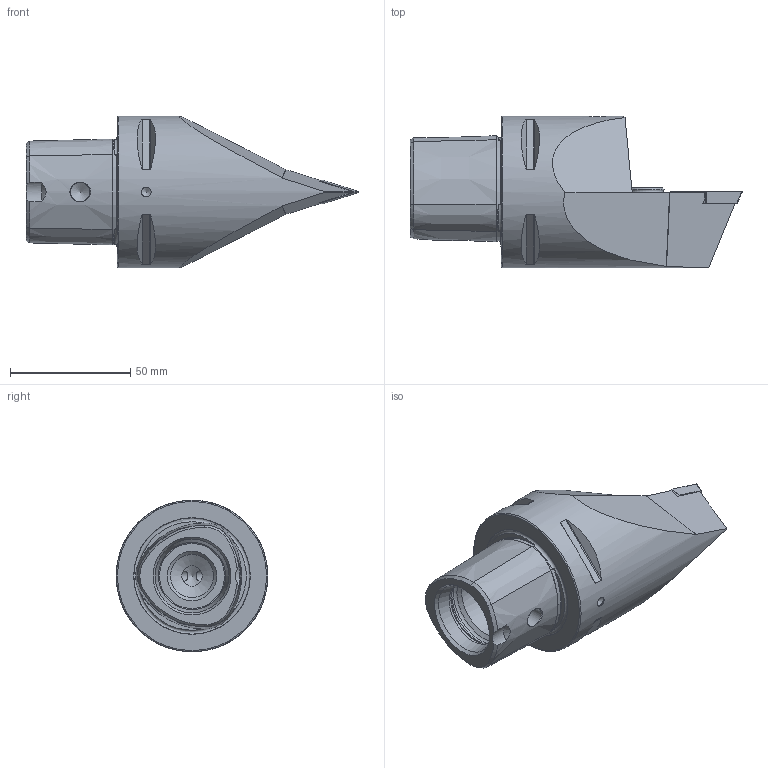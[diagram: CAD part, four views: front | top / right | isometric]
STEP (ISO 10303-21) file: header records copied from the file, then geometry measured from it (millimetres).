
FILE_DESCRIPTION (( 'STEP AP214' ), '1' );
FILE_NAME ('PS6.KVB.NVA.100-HP.STEP', '2020-02-04T10:29:19', ( '' ), ( '' ), 'SwSTEP 2.0', 'SolidWorks 2017', '' );
FILE_SCHEMA (( 'AUTOMOTIVE_DESIGN' ));
Length unit declared in the file: millimetre
Products named in the file (10): PS6-KVB.NVA.100-HP_A; DIN 3771 - 13x1; ISO 8752 2x8; CHP-ER1.015.006; DIN 7991 - M5x15; PS6.KVB.NVA.100-HP; CHP-ER1.008.014_A; CHP-ER1.015.006_A; WCB-ER2.001.009_A; VCMT160404
Assembly tree (9 placements, depth 3):
  PS6.KVB.NVA.100-HP
    PS6-KVB.NVA.100-HP_A
    VCMT160404
    WCB-ER2.001.009_A
    CHP-ER1.008.014_A
    ISO 8752 2x8
    CHP-ER1.015.006
      CHP-ER1.015.006_A
      DIN 3771 - 13x1
      DIN 7991 - M5x15
Bounding box: 138 x 63 x 63 mm (x, y, z)
Volume: 185011.1 mm3; surface area: 32580.9 mm2
Topology: 8 solids, 8 shells, 277 faces, 672 edges, 413 vertices
Faces by surface type: plane 93, cone 82, cylinder 63, torus 22, bspline 16, sphere 1
Full cylindrical faces by diameter (mm): 2 x1, 2.5 x1, 3 x1, 3.3 x1, 4 x2, 4.2 x2, 4.4 x1, 5 x4, 5.2 x1, 5.25 x1, 5.5 x1, 6.1 x1, 7 x1, 8 x1, 8.1 x2, 8.5 x1, 10 x1, 13.4 x1, 15 x4, 18 x1, 28 x2, 32 x1, 63 x1
Entity records: 9509 total; most frequent: CARTESIAN_POINT 3021, DIRECTION 1127, ORIENTED_EDGE 1108, EDGE_CURVE 554, AXIS2_PLACEMENT_3D 468, VERTEX_POINT 383, EDGE_LOOP 379, FACE_OUTER_BOUND 321
